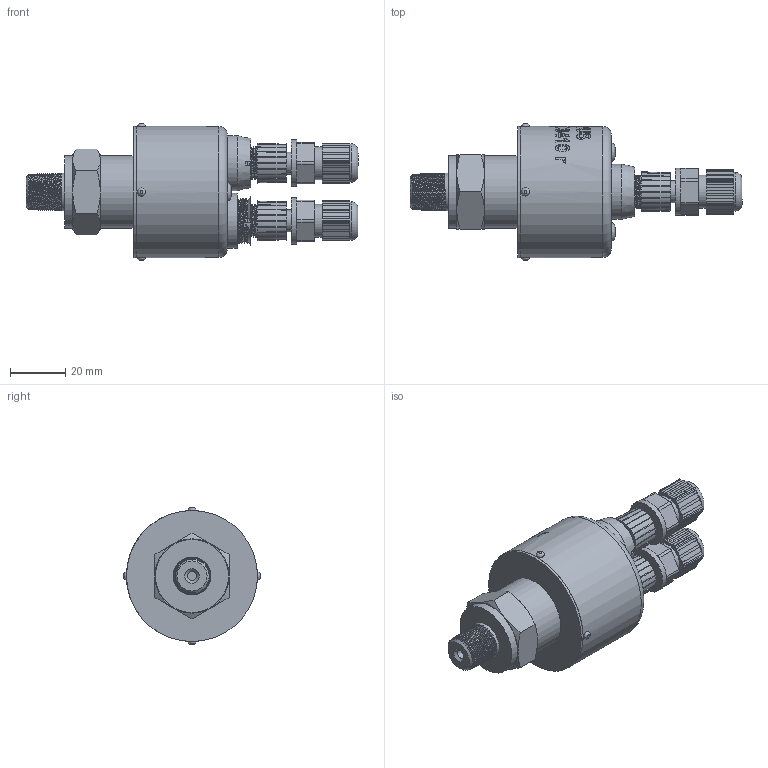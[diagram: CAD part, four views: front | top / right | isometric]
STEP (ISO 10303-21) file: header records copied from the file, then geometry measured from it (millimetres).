
FILE_DESCRIPTION(/* description */ (''),/* implementation_level */ '2;1');
FILE_NAME(/* name */ 'ASZ3410r_1''4NPT_M12x1-straight.step',/* time_stamp */ '2021-07-16T14:14:48+03:00',/* author */ (''),/* organization */ (''),/* preprocessor_version */ 'ST-DEVELOPER v18.1',/* originating_system */ 'Autodesk Translation Framework v10.9.0.1377',/* authorisation */ '');
FILE_SCHEMA (('AUTOMOTIVE_DESIGN { 1 0 10303 214 3 1 1 }'));
Products named in the file (6): ASZ 3420(3410) r - filled; 1/4 NPT; shell; M12x1 male v16; M12x1 male 2; M12x1 female straight v9
Assembly tree (6 placements, depth 2):
  ASZ 3420(3410) r - filled
    1/4 NPT
    shell
    M12x1 male v16
    M12x1 male 2
    M12x1 female straight v9  x2
Bounding box: 120.64 x 49.6 x 49.6 mm (x, y, z)
Volume: 92710.6 mm3; surface area: 28637.3 mm2
Topology: 30 solids, 30 shells, 1408 faces, 3824 edges, 2528 vertices
Faces by surface type: plane 538, bspline 530, cylinder 231, cone 99, torus 10
Full cylindrical faces by diameter (mm): 1 x25, 1.5 x8, 2 x4, 2.2 x4, 3.3 x1, 7.13 x2, 7.3 x2, 8 x6, 8.2 x2, 10.293 x2, 10.6 x4, 10.741 x8, 11.884 x6, 12 x2, 13 x2, 14 x2, 15.036 x8, 16.152 x10, 17 x2, 20 x2, 23 x1, 26.5 x3, 46 x1, 47.62 x1, 47.625 x1
Entity records: 61654 total; most frequent: CARTESIAN_POINT 34907, ORIENTED_EDGE 6542, DIRECTION 3715, EDGE_CURVE 3271, VERTEX_POINT 2165, LINE 1453, VECTOR 1453, B_SPLINE_CURVE_WITH_KNOTS 1335
